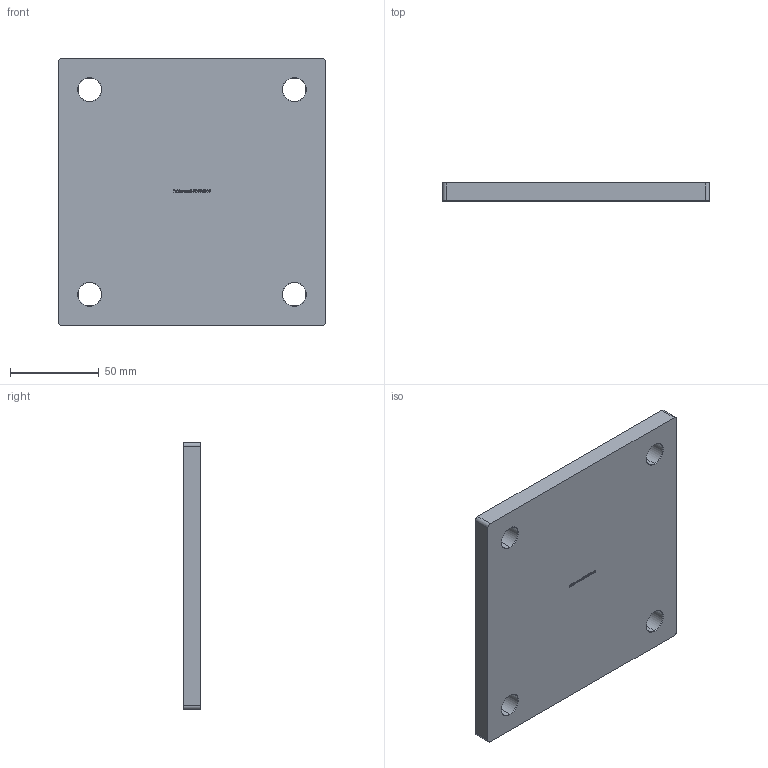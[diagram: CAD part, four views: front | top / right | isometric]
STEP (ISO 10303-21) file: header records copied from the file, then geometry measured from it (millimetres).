
FILE_DESCRIPTION (( 'STEP AP203' ), '1' );
FILE_NAME ('54215-240-10.step', '2020-10-21T10:54:06', ( '' ), ( '' ), 'SwSTEP 2.0', 'SolidWorks 2018', '' );
FILE_SCHEMA (( 'CONFIG_CONTROL_DESIGN' ));
Length unit declared in the file: millimetre
Products named in the file (2): 54215-240-10
Bounding box: 150 x 10 x 150 mm (x, y, z)
Volume: 219645.4 mm3; surface area: 51493.9 mm2
Topology: 1 solids, 1 shells, 279 faces, 734 edges, 484 vertices
Faces by surface type: plane 157, bspline 94, cone 16, cylinder 12
Entity records: 14031 total; most frequent: CARTESIAN_POINT 7577, ORIENTED_EDGE 1468, DIRECTION 960, EDGE_CURVE 734, LINE 506, VECTOR 506, VERTEX_POINT 484, EDGE_LOOP 314
